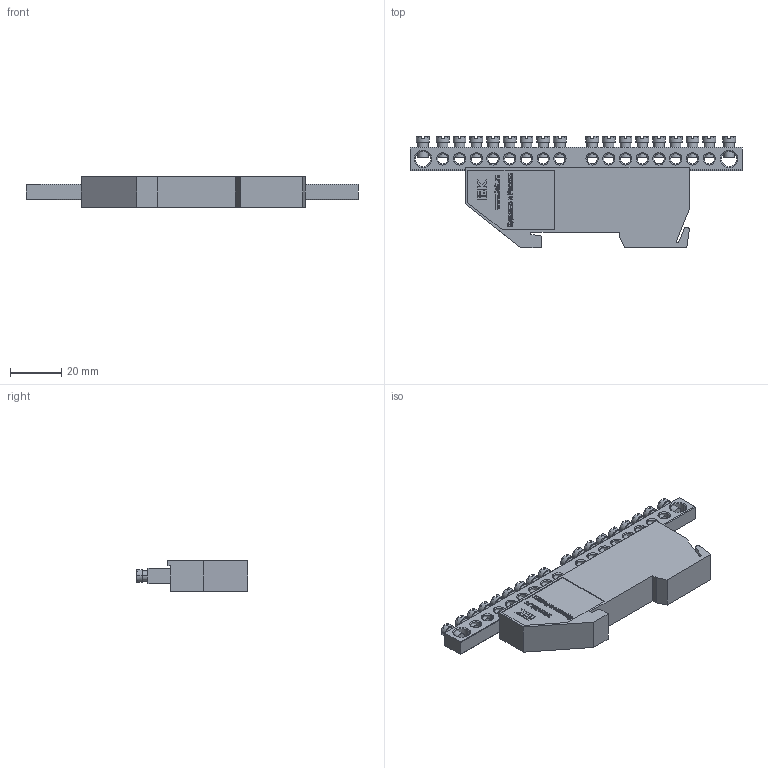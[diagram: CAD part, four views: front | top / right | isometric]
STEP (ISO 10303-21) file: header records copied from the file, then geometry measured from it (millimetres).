
FILE_DESCRIPTION (( 'STEP AP214' ), '1' );
FILE_NAME ('YNN10-69-18D-K05 Øèíà ÐÅ çåìëÿ íà DIN-èçîë ØÍÈ-6õ9-18-Ä-Æ ÈÝÊ.STEP', '2016-08-18T13:00:48', ( 'user' ), ( '' ), 'SwSTEP 2.0', 'SolidWorks 2014', '' );
FILE_SCHEMA (( 'AUTOMOTIVE_DESIGN' ));
Length unit declared in the file: millimetre
Products named in the file (4): YNN10-69-18D-K05 Øèíà ÐÅ çåìëÿ íà DIN-èçîë ØÍÈ-6õ9-18-Ä-Æ ÈÝÊ; Âèíò_Œ4; Øèíà ÂõÍ n-1_6å9 18-1; Èçîëÿòîð DIN æ¸ëòûé_€ƒˆ… 701.001.003
Assembly tree (20 placements, depth 2):
  YNN10-69-18D-K05 Øèíà ÐÅ çåìëÿ íà DIN-èçîë ØÍÈ-6õ9-18-Ä-Æ ÈÝÊ
    Èçîëÿòîð DIN æ¸ëòûé_€ƒˆ… 701.001.003
    Øèíà ÂõÍ n-1_6å9 18-1
    Âèíò_Œ4  x18
Bounding box: 129 x 43.3 x 12 mm (x, y, z)
Volume: 33404.3 mm3; surface area: 15702.6 mm2
Topology: 20 solids, 20 shells, 1293 faces, 3473 edges, 2260 vertices
Faces by surface type: plane 834, cone 202, cylinder 149, bspline 108
Entity records: 29843 total; most frequent: CARTESIAN_POINT 10518, ORIENTED_EDGE 3168, DIRECTION 2640, EDGE_CURVE 1584, LINE 1050, VECTOR 1050, VERTEX_POINT 1019, AXIS2_PLACEMENT_3D 795
